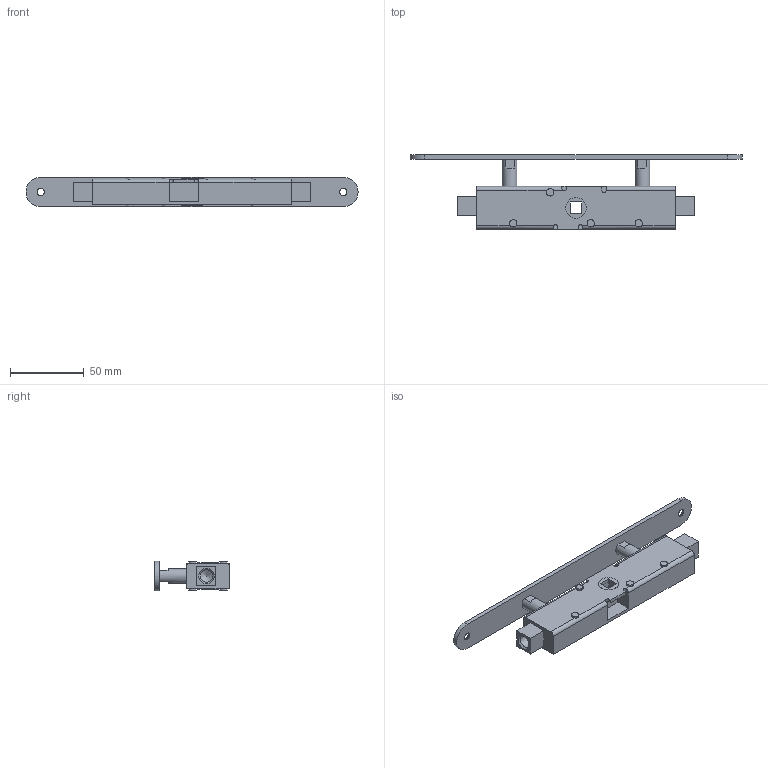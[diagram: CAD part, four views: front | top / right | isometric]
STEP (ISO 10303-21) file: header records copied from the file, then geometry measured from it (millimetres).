
FILE_DESCRIPTION(/* description */ ('OLDA 511 HZM-32 – double action manual flush bolt'),/* implementation_level */ '2;1');
FILE_NAME(/* name */ '11-511-0003.stp',/* time_stamp */ '2024-05-02T10:32:22+02:00',/* author */ ('boran'),/* organization */ (''),/* preprocessor_version */ 'ST-DEVELOPER v19.2',/* originating_system */ 'Autodesk Inventor 2024',/* authorisation */ '');
FILE_SCHEMA (('AUTOMOTIVE_DESIGN { 1 0 10303 214 3 1 1 }'));
Length unit declared in the file: inch
Products named in the file (1): 11-511-0003
Bounding box: 225 x 50.5 x 20 mm (x, y, z)
Volume: 77246.3 mm3; surface area: 30791.5 mm2
Topology: 3 solids, 7 shells, 317 faces, 931 edges, 662 vertices
Faces by surface type: plane 136, bspline 84, cylinder 59, cone 36, torus 2
Full cylindrical faces by diameter (mm): 4 x24, 4.134 x4, 5 x9, 6 x2, 8.376 x2, 10 x2, 14 x2
Entity records: 18206 total; most frequent: CARTESIAN_POINT 10023, ORIENTED_EDGE 1850, DIRECTION 1218, EDGE_CURVE 925, VERTEX_POINT 662, LINE 502, VECTOR 502, EDGE_LOOP 369
